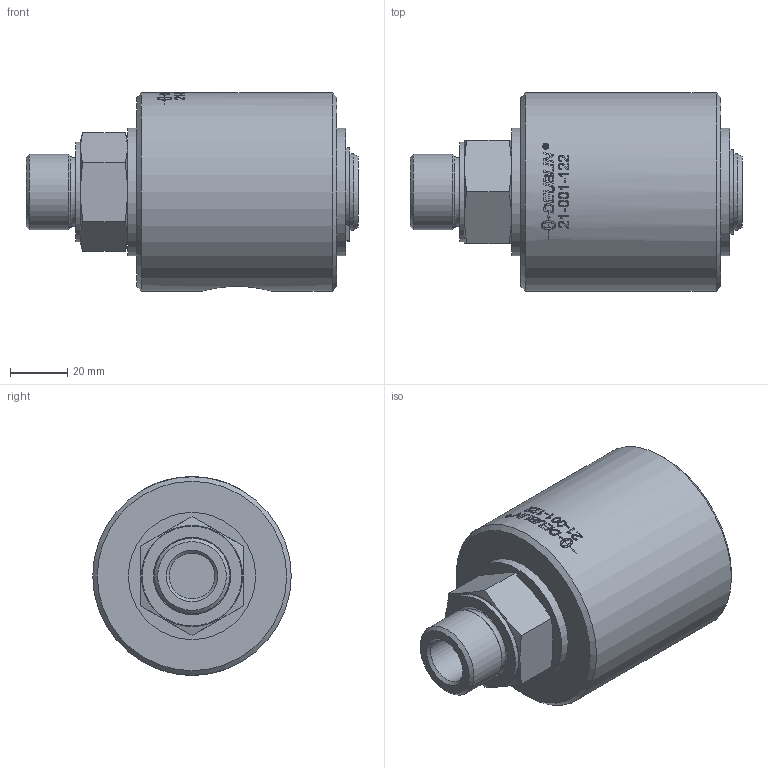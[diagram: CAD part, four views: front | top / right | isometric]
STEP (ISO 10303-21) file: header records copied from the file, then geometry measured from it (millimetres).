
FILE_DESCRIPTION(/* description */ (''),/* implementation_level */ '2;1');
FILE_NAME(/* name */ '21-001-122-IC.stp',/* time_stamp */ '2020-05-20T16:41:43-05:00',/* author */ ('manton'),/* organization */ ('DEUBLIN'),/* preprocessor_version */ 'ST-DEVELOPER v18',/* originating_system */ 'Autodesk Inventor 2020',/* authorisation */ '');
FILE_SCHEMA (('AUTOMOTIVE_DESIGN { 1 0 10303 214 3 1 1 }','FEATURE_BASED_PROCESS_PLANNING'));
Length unit declared in the file: millimetre
Products named in the file (1): 21-001-122-IC
Bounding box: 116 x 69.35 x 69.35 mm (x, y, z)
Volume: 292867.1 mm3; surface area: 30610 mm2
Topology: 1 solids, 1 shells, 374 faces, 1000 edges, 668 vertices
Faces by surface type: plane 207, bspline 100, cylinder 54, cone 12, torus 1
Full cylindrical faces by diameter (mm): 1.981 x2, 16 x1, 17.475 x1, 25.4 x1, 26.441 x1, 26.75 x1, 27 x1, 34.9 x1, 44.45 x2, 69.35 x1
Entity records: 14945 total; most frequent: CARTESIAN_POINT 5793, ORIENTED_EDGE 2000, DIRECTION 1708, EDGE_CURVE 1000, VERTEX_POINT 668, AXIS2_PLACEMENT_3D 661, EDGE_LOOP 414, LINE 386
